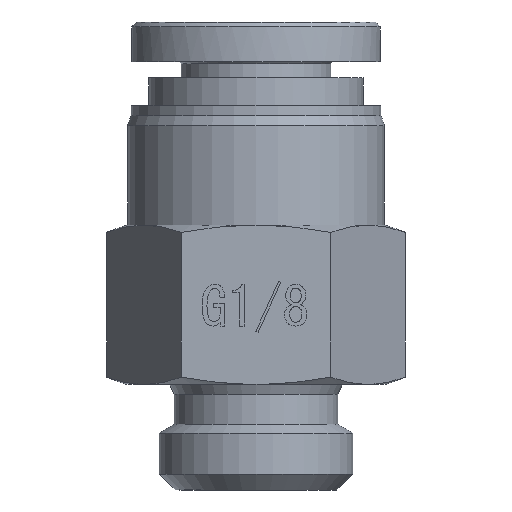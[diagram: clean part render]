
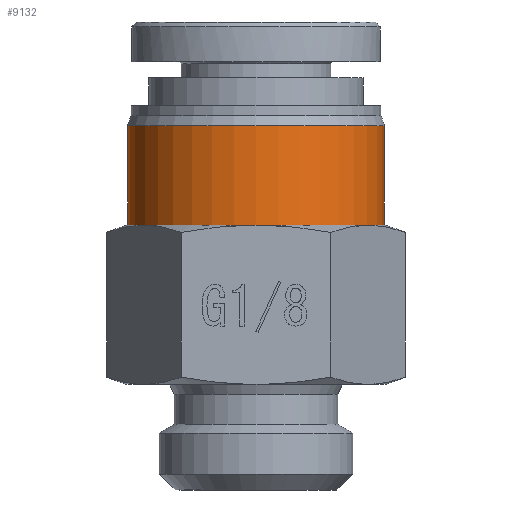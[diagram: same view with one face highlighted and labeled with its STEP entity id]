
A CAD part, front view. The second image highlights one B-rep face of the part: STEP entity #9132.
In plain terms, the highlighted cylindrical face has radius 6.45 mm (diameter 12.9 mm), a full revolution.
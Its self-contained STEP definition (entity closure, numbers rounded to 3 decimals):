
#9101=CARTESIAN_POINT('',(-6.45,13.3,0.0));
#9102=VERTEX_POINT('',#9101);
#9103=CARTESIAN_POINT('',(0.,13.3,0.0));
#9104=DIRECTION('',(0.0,1.0,0.0));
#9105=DIRECTION('',(-1.0,0.0,0.0));
#9106=AXIS2_PLACEMENT_3D('',#9103,#9104,#9105);
#9107=CIRCLE('',#9106,6.45);
#9108=EDGE_CURVE('',#9102,#9102,#9107,.T.);
#9113=CARTESIAN_POINT('',(0.,15.8,0.0));
#9114=DIRECTION('',(0.,1.0,0.0));
#9115=DIRECTION('',(-1.0,0.0,0.0));
#9116=AXIS2_PLACEMENT_3D('',#9113,#9114,#9115);
#9117=CYLINDRICAL_SURFACE('',#9116,6.45);
#9118=CARTESIAN_POINT('',(-6.45,18.3,0.0));
#9119=VERTEX_POINT('',#9118);
#9120=CARTESIAN_POINT('',(0.,18.3,0.0));
#9121=DIRECTION('',(0.0,1.0,0.0));
#9122=DIRECTION('',(-1.0,0.0,0.0));
#9123=AXIS2_PLACEMENT_3D('',#9120,#9121,#9122);
#9124=CIRCLE('',#9123,6.45);
#9125=EDGE_CURVE('',#9119,#9119,#9124,.T.);
#9126=ORIENTED_EDGE('',*,*,#9125,.F.);
#9127=EDGE_LOOP('',(#9126));
#9128=FACE_OUTER_BOUND('',#9127,.T.);
#9129=ORIENTED_EDGE('',*,*,#9108,.T.);
#9130=EDGE_LOOP('',(#9129));
#9131=FACE_BOUND('',#9130,.T.);
#9132=ADVANCED_FACE('',(#9128,#9131),#9117,.T.);
